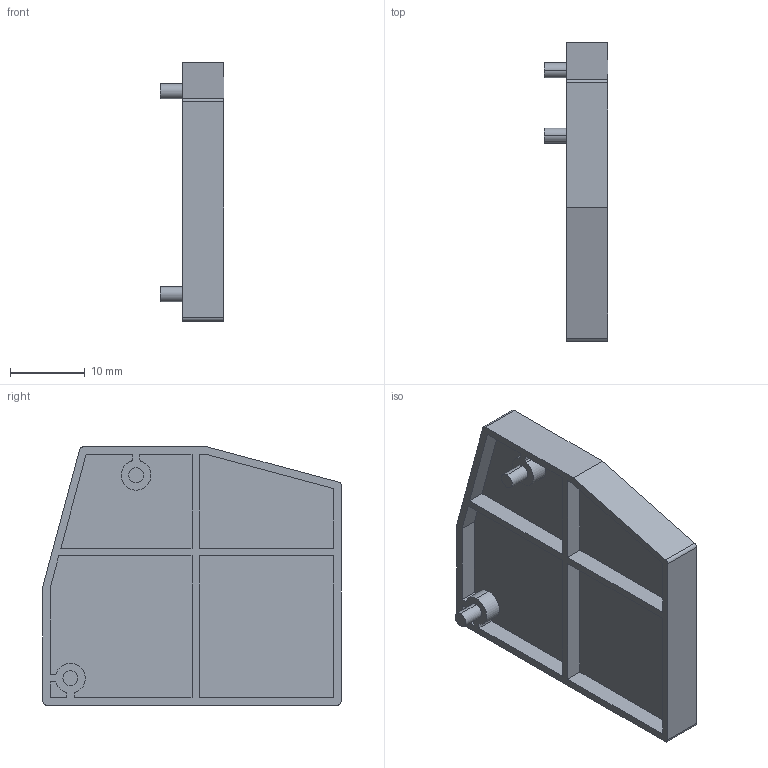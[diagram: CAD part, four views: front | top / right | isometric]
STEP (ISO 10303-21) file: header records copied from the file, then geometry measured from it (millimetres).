
FILE_DESCRIPTION(('CATIA V5 STEP Exchange','CAx-IF Rec.Pracs.--- Model Styling and Organization---1.2---2011-12-15'),'2;1');
FILE_NAME ('D1450265_0_1250580000_1250580000.stp','2018-09-20T15:58:26+00:00',('none'),('Weidmueller'),'CATIA Version 5-6 Release 2014','CATIA V5 STEP AP214','none');
FILE_SCHEMA(('AUTOMOTIVE_DESIGN { 1 0 10303 214 1 1 1 1 }'));
Length unit declared in the file: millimetre
Products named in the file (1): 1250580000
Bounding box: 8.5 x 40 x 34.6 mm (x, y, z)
Volume: 2121.6 mm3; surface area: 4792.7 mm2
Topology: 1 solids, 1 shells, 102 faces, 258 edges, 172 vertices
Faces by surface type: plane 76, cylinder 26
Entity records: 2729 total; most frequent: ORIENTED_EDGE 516, CARTESIAN_POINT 474, DIRECTION 344, EDGE_CURVE 258, VECTOR 206, LINE 206, VERTEX_POINT 172, EDGE_LOOP 116
